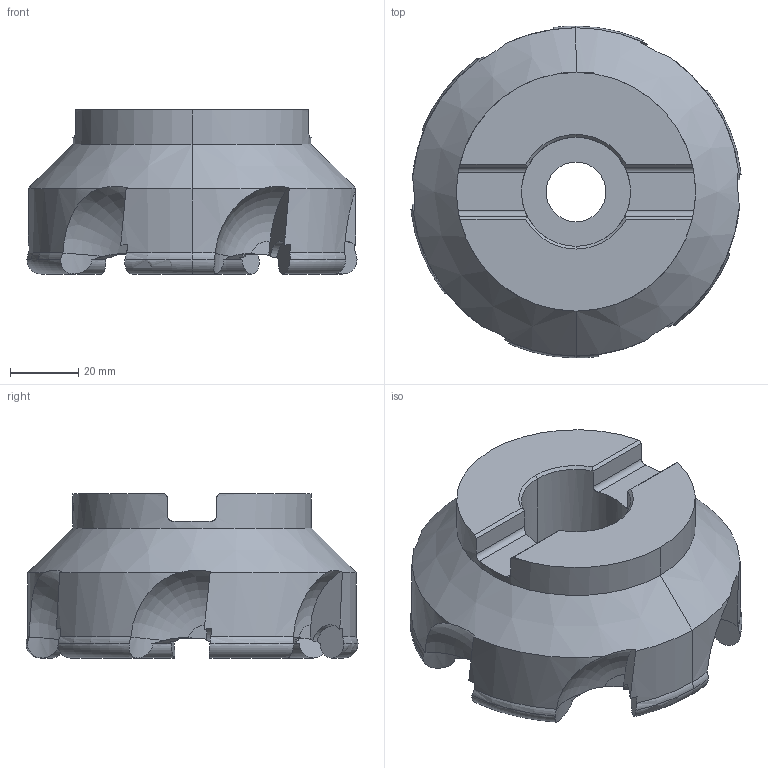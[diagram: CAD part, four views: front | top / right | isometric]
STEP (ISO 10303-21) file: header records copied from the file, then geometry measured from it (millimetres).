
FILE_DESCRIPTION(('no description'),'unknown implementation level');
FILE_NAME('solidnVnWOmcu10EKIim85keb0G12dkI_1.STP',' ',('CIM GmbH Aachen'),('CADClick - KiM GmbH - www.kimweb.de'),'unknown preprocess','ACIS','unknown authorization');
FILE_SCHEMA(('automotive_design'));
Length unit declared in the file: millimetre
Products named in the file (1): 1
Bounding box: 96.78 x 97.35 x 48.1 mm (x, y, z)
Volume: 188990.2 mm3; surface area: 29163.4 mm2
Topology: 1 solids, 1 shells, 111 faces, 309 edges, 201 vertices
Faces by surface type: cylinder 41, plane 40, torus 22, cone 8
Entity records: 8821 total; most frequent: CARTESIAN_POINT 2614, STYLED_ITEM 622, PRESENTATION_STYLE_ASSIGNMENT 622, COLOUR_RGB 622, ORIENTED_EDGE 618, DIRECTION 566, EDGE_CURVE 309, CURVE_STYLE 309
